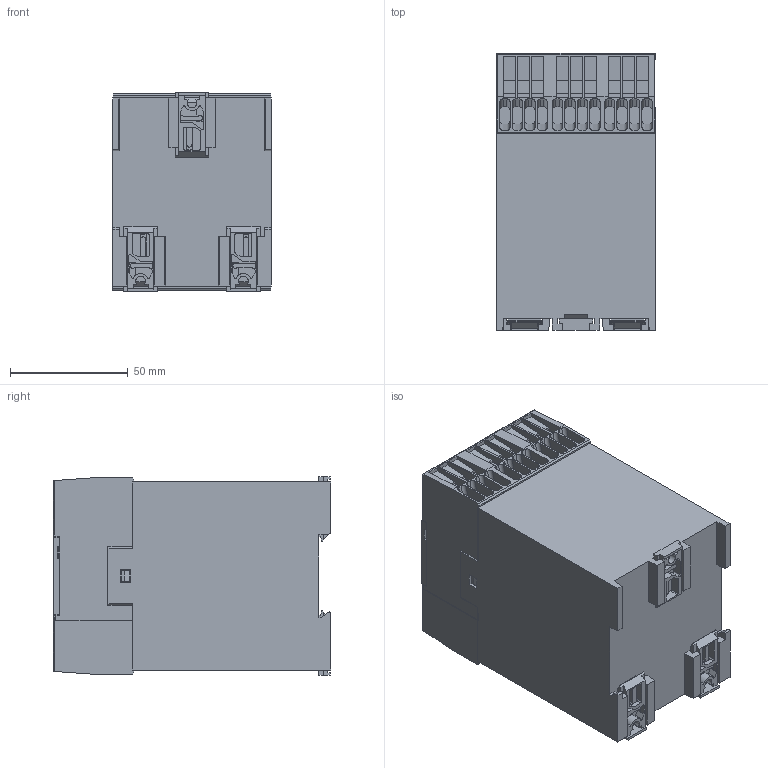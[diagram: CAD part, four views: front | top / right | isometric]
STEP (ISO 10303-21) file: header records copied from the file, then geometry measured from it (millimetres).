
FILE_DESCRIPTION((''),'2;1');
FILE_NAME('158547_SW','2011-09-01T',('banengservice'),('BANNER ENGINEERING'),'PRO/ENGINEER BY PARAMETRIC TECHNOLOGY CORPORATION, 2009141','PRO/ENGINEER BY PARAMETRIC TECHNOLOGY CORPORATION, 2009141','');
FILE_SCHEMA(('CONFIG_CONTROL_DESIGN'));
Products named in the file (1): 158547_SW
Bounding box: 67.5 x 117.9 x 84.52 mm (x, y, z)
Volume: 162460.6 mm3; surface area: 114386.2 mm2
Topology: 1 solids, 1 shells, 2119 faces, 6183 edges, 4091 vertices
Faces by surface type: plane 1491, cylinder 544, torus 84
Entity records: 71673 total; most frequent: CARTESIAN_POINT 14577, ORIENTED_EDGE 12366, DIRECTION 11473, EDGE_CURVE 6183, VECTOR 4547, LINE 4547, VERTEX_POINT 4091, AXIS2_PLACEMENT_3D 3463
